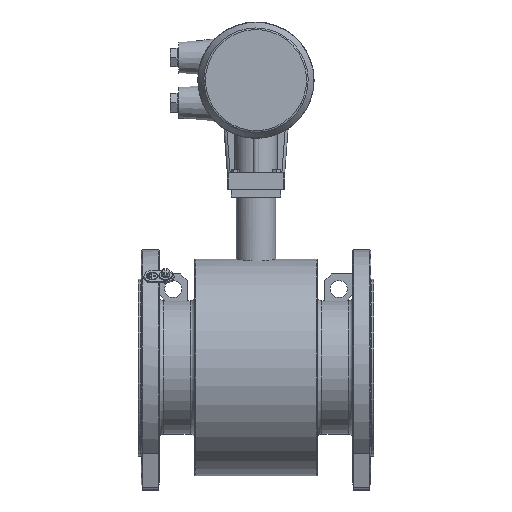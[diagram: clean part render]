
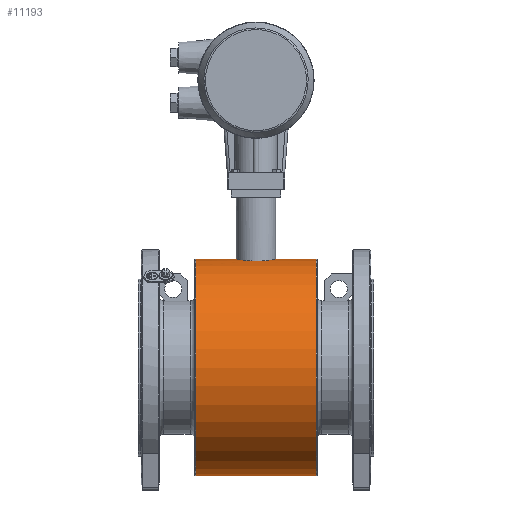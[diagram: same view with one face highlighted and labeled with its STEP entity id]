
A CAD part, left-side view. The second image highlights one B-rep face of the part: STEP entity #11193.
In plain terms, the highlighted cylindrical face has radius 115 mm (diameter 230 mm), a full revolution.
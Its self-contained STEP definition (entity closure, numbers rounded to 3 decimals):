
#420=FACE_BOUND('',#2149,.T.);
#1433=FACE_OUTER_BOUND('',#2148,.T.);
#2148=EDGE_LOOP('',(#8872,#8873,#8874,#8875));
#2149=EDGE_LOOP('',(#8876));
#2841=CIRCLE('',#12074,115.);
#2844=CIRCLE('',#12078,115.);
#3184=B_SPLINE_CURVE_WITH_KNOTS('',3,(#44366,#44367,#44368,#44369,#44370,
#44371,#44372,#44373,#44374,#44375,#44376,#44377,#44378,#44379,#44380,#44381,
#44382,#44383,#44384,#44385,#44386,#44387,#44388,#44389,#44390,#44391,#44392,
#44393,#44394,#44395,#44396,#44397,#44398,#44399,#44400,#44401,#44402,#44403,
#44404,#44405,#44406,#44407,#44408,#44409,#44410,#44411,#44412,#44413,#44414,
#44415,#44416,#44417,#44418,#44419,#44420,#44421,#44422,#44423,#44424,#44425,
#44426,#44427,#44428,#44429,#44430,#44431),.UNSPECIFIED.,.T.,.F.,(4,2,2,
2,2,2,2,2,2,2,2,2,2,2,2,2,2,2,2,2,2,2,2,2,2,2,2,2,2,2,2,2,4),(-12.687,
-12.291,-11.894,-11.498,-11.101,-10.705,
-10.308,-9.912,-9.515,-9.119,
-8.723,-8.326,-7.93,-7.533,
-7.137,-6.74,-6.344,-5.947,
-5.551,-5.154,-4.758,-4.361,
-3.965,-3.568,-3.172,-2.775,
-2.379,-1.982,-1.586,-1.189,
-0.793,-0.396,0.),.UNSPECIFIED.);
#3764=LINE('',#44364,#4408);
#4408=VECTOR('',#13747,115.);
#5267=VERTEX_POINT('',#44356);
#5269=VERTEX_POINT('',#44362);
#5270=VERTEX_POINT('',#44365);
#6584=EDGE_CURVE('',#5267,#5267,#2841,.T.);
#6587=EDGE_CURVE('',#5269,#5269,#2844,.T.);
#6588=EDGE_CURVE('',#5269,#5267,#3764,.T.);
#6589=EDGE_CURVE('',#5270,#5270,#3184,.T.);
#8872=ORIENTED_EDGE('',*,*,#6587,.F.);
#8873=ORIENTED_EDGE('',*,*,#6588,.T.);
#8874=ORIENTED_EDGE('',*,*,#6584,.F.);
#8875=ORIENTED_EDGE('',*,*,#6588,.F.);
#8876=ORIENTED_EDGE('',*,*,#6589,.T.);
#10886=CYLINDRICAL_SURFACE('',#12077,115.);
#11193=ADVANCED_FACE('',(#1433,#420),#10886,.T.);
#12074=AXIS2_PLACEMENT_3D('',#44357,#13737,#13738);
#12077=AXIS2_PLACEMENT_3D('',#44361,#13743,#13744);
#12078=AXIS2_PLACEMENT_3D('',#44363,#13745,#13746);
#13737=DIRECTION('center_axis',(0.,0.,
1.));
#13738=DIRECTION('ref_axis',(0.,1.,0.));
#13743=DIRECTION('center_axis',(0.,0.,
-1.));
#13744=DIRECTION('ref_axis',(0.,-1.,0.));
#13745=DIRECTION('center_axis',(0.,0.,
-1.));
#13746=DIRECTION('ref_axis',(0.,1.,0.));
#13747=DIRECTION('',(0.,0.,1.));
#44356=CARTESIAN_POINT('',(95.,420.25,64.));
#44357=CARTESIAN_POINT('Origin',(95.,305.25,64.));
#44361=CARTESIAN_POINT('Origin',(95.,305.25,0.));
#44362=CARTESIAN_POINT('',(95.,420.25,-64.));
#44363=CARTESIAN_POINT('Origin',(95.,305.25,-64.));
#44364=CARTESIAN_POINT('',(95.,420.25,0.));
#44365=CARTESIAN_POINT('',(95.,190.25,21.));
#44366=CARTESIAN_POINT('Ctrl Pts',(116.,192.184,0.));
#44367=CARTESIAN_POINT('Ctrl Pts',(116.,192.184,-1.322));
#44368=CARTESIAN_POINT('Ctrl Pts',(115.873,192.16,-2.687));
#44369=CARTESIAN_POINT('Ctrl Pts',(115.34,192.063,-5.402));
#44370=CARTESIAN_POINT('Ctrl Pts',(114.934,191.99,-6.752));
#44371=CARTESIAN_POINT('Ctrl Pts',(113.862,191.806,-9.338));
#44372=CARTESIAN_POINT('Ctrl Pts',(113.195,191.696,-10.577));
#44373=CARTESIAN_POINT('Ctrl Pts',(111.654,191.46,-12.867));
#44374=CARTESIAN_POINT('Ctrl Pts',(110.78,191.334,-13.919));
#44375=CARTESIAN_POINT('Ctrl Pts',(108.919,191.092,-15.78));
#44376=CARTESIAN_POINT('Ctrl Pts',(107.867,190.966,-16.654));
#44377=CARTESIAN_POINT('Ctrl Pts',(105.577,190.732,-18.194));
#44378=CARTESIAN_POINT('Ctrl Pts',(104.338,190.622,-18.862));
#44379=CARTESIAN_POINT('Ctrl Pts',(101.752,190.441,-19.934));
#44380=CARTESIAN_POINT('Ctrl Pts',(100.402,190.369,-20.34));
#44381=CARTESIAN_POINT('Ctrl Pts',(97.687,190.273,-20.873));
#44382=CARTESIAN_POINT('Ctrl Pts',(96.322,190.25,-21.));
#44383=CARTESIAN_POINT('Ctrl Pts',(93.678,190.25,-21.));
#44384=CARTESIAN_POINT('Ctrl Pts',(92.313,190.273,-20.873));
#44385=CARTESIAN_POINT('Ctrl Pts',(89.598,190.369,-20.34));
#44386=CARTESIAN_POINT('Ctrl Pts',(88.248,190.441,-19.934));
#44387=CARTESIAN_POINT('Ctrl Pts',(85.662,190.622,-18.862));
#44388=CARTESIAN_POINT('Ctrl Pts',(84.423,190.732,-18.194));
#44389=CARTESIAN_POINT('Ctrl Pts',(82.133,190.966,-16.654));
#44390=CARTESIAN_POINT('Ctrl Pts',(81.081,191.092,-15.78));
#44391=CARTESIAN_POINT('Ctrl Pts',(79.22,191.334,-13.919));
#44392=CARTESIAN_POINT('Ctrl Pts',(78.346,191.46,-12.867));
#44393=CARTESIAN_POINT('Ctrl Pts',(76.805,191.696,-10.577));
#44394=CARTESIAN_POINT('Ctrl Pts',(76.138,191.806,-9.338));
#44395=CARTESIAN_POINT('Ctrl Pts',(75.066,191.99,-6.752));
#44396=CARTESIAN_POINT('Ctrl Pts',(74.66,192.063,-5.402));
#44397=CARTESIAN_POINT('Ctrl Pts',(74.127,192.16,-2.687));
#44398=CARTESIAN_POINT('Ctrl Pts',(74.,192.184,-1.322));
#44399=CARTESIAN_POINT('Ctrl Pts',(74.,192.184,1.322));
#44400=CARTESIAN_POINT('Ctrl Pts',(74.127,192.16,2.687));
#44401=CARTESIAN_POINT('Ctrl Pts',(74.66,192.063,5.402));
#44402=CARTESIAN_POINT('Ctrl Pts',(75.066,191.99,6.752));
#44403=CARTESIAN_POINT('Ctrl Pts',(76.138,191.806,9.338));
#44404=CARTESIAN_POINT('Ctrl Pts',(76.805,191.696,10.577));
#44405=CARTESIAN_POINT('Ctrl Pts',(78.346,191.46,12.867));
#44406=CARTESIAN_POINT('Ctrl Pts',(79.22,191.334,13.919));
#44407=CARTESIAN_POINT('Ctrl Pts',(81.081,191.092,15.78));
#44408=CARTESIAN_POINT('Ctrl Pts',(82.133,190.966,16.654));
#44409=CARTESIAN_POINT('Ctrl Pts',(84.423,190.732,18.194));
#44410=CARTESIAN_POINT('Ctrl Pts',(85.662,190.622,18.862));
#44411=CARTESIAN_POINT('Ctrl Pts',(88.248,190.441,19.934));
#44412=CARTESIAN_POINT('Ctrl Pts',(89.598,190.369,20.34));
#44413=CARTESIAN_POINT('Ctrl Pts',(92.313,190.273,20.873));
#44414=CARTESIAN_POINT('Ctrl Pts',(93.678,190.25,21.));
#44415=CARTESIAN_POINT('Ctrl Pts',(96.322,190.25,21.));
#44416=CARTESIAN_POINT('Ctrl Pts',(97.687,190.273,20.873));
#44417=CARTESIAN_POINT('Ctrl Pts',(100.402,190.369,20.34));
#44418=CARTESIAN_POINT('Ctrl Pts',(101.752,190.441,19.934));
#44419=CARTESIAN_POINT('Ctrl Pts',(104.338,190.622,18.862));
#44420=CARTESIAN_POINT('Ctrl Pts',(105.577,190.732,18.194));
#44421=CARTESIAN_POINT('Ctrl Pts',(107.867,190.966,16.654));
#44422=CARTESIAN_POINT('Ctrl Pts',(108.919,191.092,15.78));
#44423=CARTESIAN_POINT('Ctrl Pts',(110.78,191.334,13.919));
#44424=CARTESIAN_POINT('Ctrl Pts',(111.654,191.46,12.867));
#44425=CARTESIAN_POINT('Ctrl Pts',(113.195,191.696,10.577));
#44426=CARTESIAN_POINT('Ctrl Pts',(113.862,191.806,9.338));
#44427=CARTESIAN_POINT('Ctrl Pts',(114.934,191.99,6.752));
#44428=CARTESIAN_POINT('Ctrl Pts',(115.34,192.063,5.402));
#44429=CARTESIAN_POINT('Ctrl Pts',(115.873,192.16,2.687));
#44430=CARTESIAN_POINT('Ctrl Pts',(116.,192.184,1.322));
#44431=CARTESIAN_POINT('Ctrl Pts',(116.,192.184,0.));
